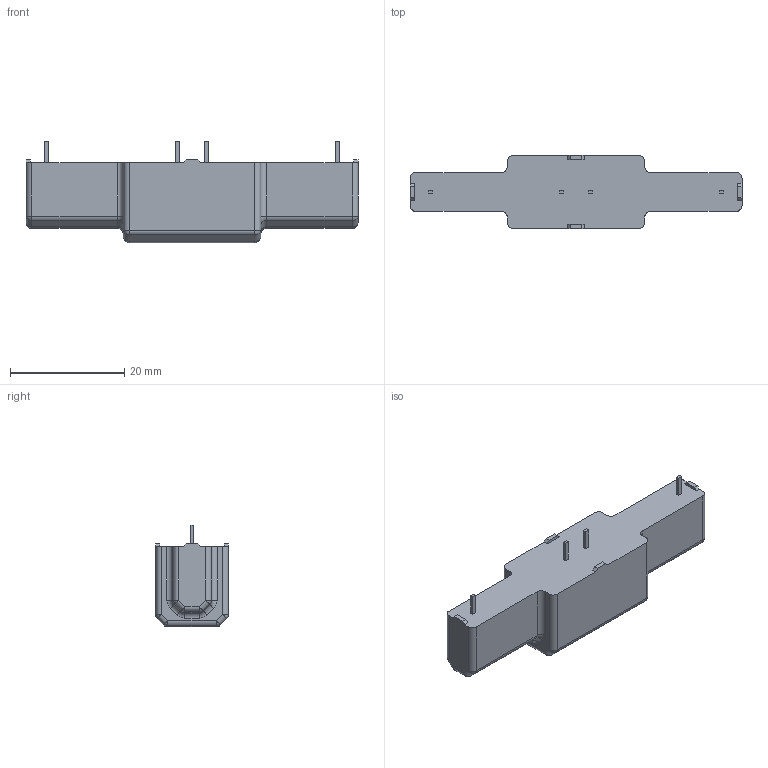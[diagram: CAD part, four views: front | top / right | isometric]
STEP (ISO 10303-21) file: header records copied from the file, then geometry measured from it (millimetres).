
FILE_DESCRIPTION (( 'STEP AP203' ), '1' );
FILE_NAME ('Z-MS-2853 67-1-A-X-XX relay for web.STEP', '2015-09-10T11:40:01', ( 'admin' ), ( '' ), 'SwSTEP 2.0', 'SolidWorks 2014', '' );
FILE_SCHEMA (( 'CONFIG_CONTROL_DESIGN' ));
Length unit declared in the file: millimetre
Products named in the file (1): Z-MS-2853 67-1-A-X-XX relay for web
Bounding box: 58 x 12.75 x 17.7 mm (x, y, z)
Volume: 6746.2 mm3; surface area: 2717.9 mm2
Topology: 1 solids, 1 shells, 333 faces, 850 edges, 540 vertices
Faces by surface type: plane 229, cylinder 42, bspline 38, sphere 16, torus 8
Entity records: 12165 total; most frequent: CARTESIAN_POINT 4274, ORIENTED_EDGE 1684, DIRECTION 1450, EDGE_CURVE 842, VECTOR 674, LINE 674, VERTEX_POINT 540, AXIS2_PLACEMENT_3D 388
